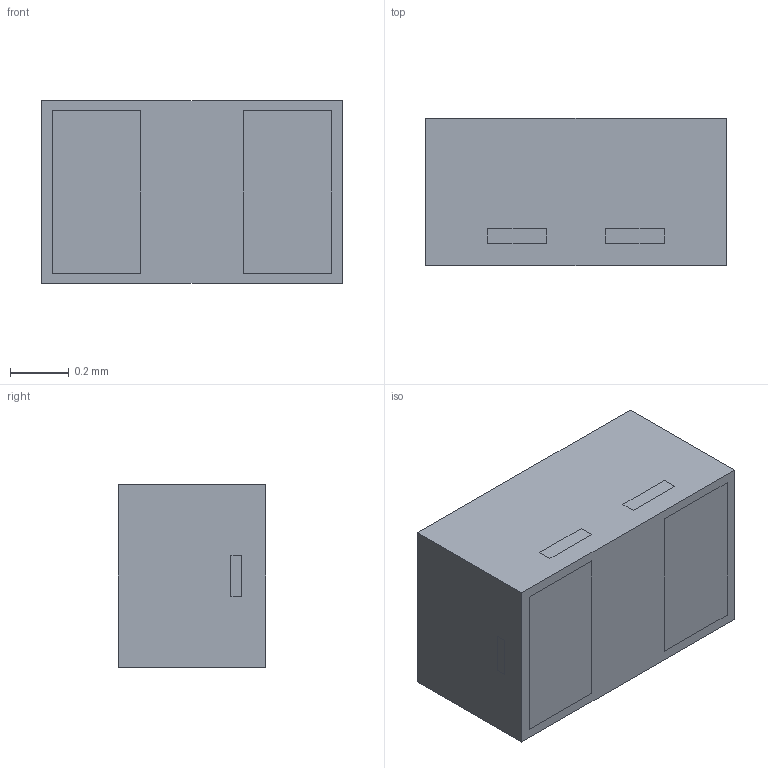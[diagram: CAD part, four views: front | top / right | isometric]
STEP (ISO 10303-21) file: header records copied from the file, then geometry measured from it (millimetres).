
FILE_DESCRIPTION (( 'STEP AP214' ), '1' );
FILE_NAME ('PESD5V5C1BLYL.STEP', '2024-07-02T15:34:14', ( '' ), ( '' ), 'SwSTEP 2.0', 'SolidWorks 2023', '' );
FILE_SCHEMA (( 'AUTOMOTIVE_DESIGN' ));
Length unit declared in the file: millimetre
Products named in the file (1): PESD5V5C1BLYL
Bounding box: 1.02 x 0.5 x 0.62 mm (x, y, z)
Volume: 0.3 mm3; surface area: 4.4 mm2
Topology: 9 solids, 9 shells, 94 faces, 204 edges, 136 vertices
Faces by surface type: plane 94
Entity records: 3637 total; most frequent: CARTESIAN_POINT 435, ORIENTED_EDGE 408, DIRECTION 394, VECTOR 204, EDGE_CURVE 204, LINE 204, VERTEX_POINT 136, UNCERTAINTY_MEASURE_WITH_UNIT 104
